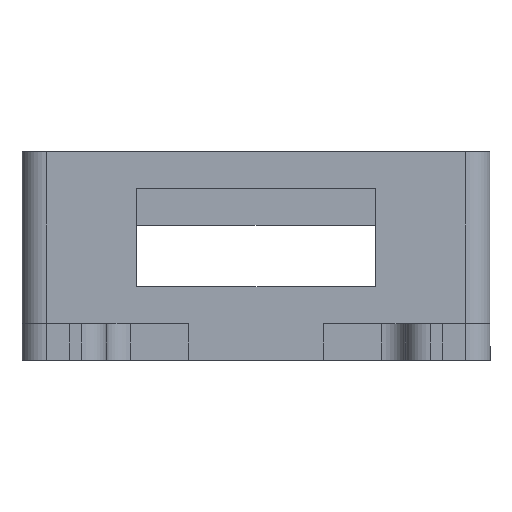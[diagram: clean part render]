
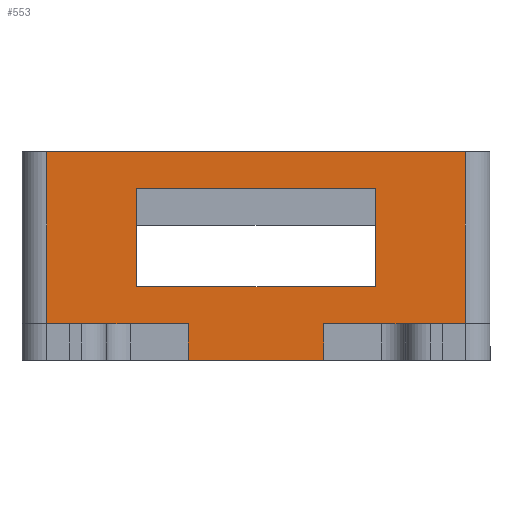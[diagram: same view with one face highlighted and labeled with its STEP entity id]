
A CAD part, front view. The second image highlights one B-rep face of the part: STEP entity #553.
In plain terms, the highlighted face is planar.
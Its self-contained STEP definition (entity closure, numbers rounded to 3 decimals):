
#6 = ORIENTED_EDGE ( 'NONE', *, *, #621, .T. ) ;
#60 = VERTEX_POINT ( 'NONE', #2037 ) ;
#68 = CARTESIAN_POINT ( 'NONE',  ( -5.5, 25.5, 5.5 ) ) ;
#72 = DIRECTION ( 'NONE',  ( 0., 0., 1. ) ) ;
#128 = VERTEX_POINT ( 'NONE', #361 ) ;
#131 = CARTESIAN_POINT ( 'NONE',  ( -9.7, 25.5, 2.5 ) ) ;
#132 = CARTESIAN_POINT ( 'NONE',  ( -9.7, 25.5, -5.5 ) ) ;
#139 = LINE ( 'NONE', #725, #2505 ) ;
#207 = LINE ( 'NONE', #1842, #2183 ) ;
#227 = CARTESIAN_POINT ( 'NONE',  ( 5.5, 25.5, 8.5 ) ) ;
#256 = VERTEX_POINT ( 'NONE', #1611 ) ;
#308 = VECTOR ( 'NONE', #1102, 1000. ) ;
#310 = CARTESIAN_POINT ( 'NONE',  ( -15.2, 25.5, 5.5 ) ) ;
#312 = ORIENTED_EDGE ( 'NONE', *, *, #1681, .F. ) ;
#361 = CARTESIAN_POINT ( 'NONE',  ( -9.7, 25.5, 2.5 ) ) ;
#395 = LINE ( 'NONE', #1677, #2348 ) ;
#436 = CARTESIAN_POINT ( 'NONE',  ( 5.5, 25.5, 5.5 ) ) ;
#496 = ORIENTED_EDGE ( 'NONE', *, *, #1000, .F. ) ;
#504 = EDGE_LOOP ( 'NONE', ( #496, #612, #312, #838 ) ) ;
#520 = EDGE_CURVE ( 'NONE', #938, #256, #395, .T. ) ;
#553 = ADVANCED_FACE ( 'NONE', ( #1817, #930 ), #1740, .F. ) ;
#612 = ORIENTED_EDGE ( 'NONE', *, *, #920, .F. ) ;
#621 = EDGE_CURVE ( 'NONE', #2087, #636, #207, .T. ) ;
#625 = DIRECTION ( 'NONE',  ( 0., 0., -1. ) ) ;
#636 = VERTEX_POINT ( 'NONE', #1707 ) ;
#643 = CARTESIAN_POINT ( 'NONE',  ( 9.7, 25.5, 2.5 ) ) ;
#666 = LINE ( 'NONE', #2030, #1202 ) ;
#678 = VECTOR ( 'NONE', #1974, 1000. ) ;
#712 = DIRECTION ( 'NONE',  ( -1., 0., 0. ) ) ;
#725 = CARTESIAN_POINT ( 'NONE',  ( -15.2, 25.5, -8.5 ) ) ;
#756 = ORIENTED_EDGE ( 'NONE', *, *, #1423, .F. ) ;
#777 = ORIENTED_EDGE ( 'NONE', *, *, #520, .T. ) ;
#787 = LINE ( 'NONE', #892, #308 ) ;
#838 = ORIENTED_EDGE ( 'NONE', *, *, #1335, .F. ) ;
#853 = VECTOR ( 'NONE', #625, 1000. ) ;
#856 = VECTOR ( 'NONE', #2117, 1000. ) ;
#862 = ORIENTED_EDGE ( 'NONE', *, *, #1112, .F. ) ;
#870 = EDGE_LOOP ( 'NONE', ( #862, #777, #899, #1368, #1411, #756, #1775, #6 ) ) ;
#892 = CARTESIAN_POINT ( 'NONE',  ( -15.2, 25.5, 5.5 ) ) ;
#899 = ORIENTED_EDGE ( 'NONE', *, *, #1814, .F. ) ;
#920 = EDGE_CURVE ( 'NONE', #1745, #128, #1580, .T. ) ;
#923 = DIRECTION ( 'NONE',  ( 1., 0., 0. ) ) ;
#930 = FACE_OUTER_BOUND ( 'NONE', #870, .T. ) ;
#938 = VERTEX_POINT ( 'NONE', #1104 ) ;
#948 = DIRECTION ( 'NONE',  ( 0., 0., 1. ) ) ;
#980 = VECTOR ( 'NONE', #1932, 1000. ) ;
#1000 = EDGE_CURVE ( 'NONE', #128, #1424, #1874, .T. ) ;
#1102 = DIRECTION ( 'NONE',  ( -1., 0., 0. ) ) ;
#1104 = CARTESIAN_POINT ( 'NONE',  ( -17.05, 25.5, -8.5 ) ) ;
#1112 = EDGE_CURVE ( 'NONE', #938, #636, #139, .T. ) ;
#1140 = DIRECTION ( 'NONE',  ( 0., 0., -1. ) ) ;
#1146 = EDGE_CURVE ( 'NONE', #2102, #2382, #1493, .T. ) ;
#1202 = VECTOR ( 'NONE', #712, 1000. ) ;
#1207 = DIRECTION ( 'NONE',  ( -1., 0., 0. ) ) ;
#1211 = AXIS2_PLACEMENT_3D ( 'NONE', #310, #1274, #1346 ) ;
#1213 = LINE ( 'NONE', #1245, #678 ) ;
#1245 = CARTESIAN_POINT ( 'NONE',  ( 5.5, 25.5, -45.179 ) ) ;
#1274 = DIRECTION ( 'NONE',  ( 0., -1., 0. ) ) ;
#1335 = EDGE_CURVE ( 'NONE', #1424, #60, #1871, .T. ) ;
#1346 = DIRECTION ( 'NONE',  ( 1., 0., 0. ) ) ;
#1368 = ORIENTED_EDGE ( 'NONE', *, *, #1146, .T. ) ;
#1371 = VERTEX_POINT ( 'NONE', #436 ) ;
#1390 = CARTESIAN_POINT ( 'NONE',  ( -5.5, 25.5, 8.5 ) ) ;
#1411 = ORIENTED_EDGE ( 'NONE', *, *, #2498, .F. ) ;
#1421 = LINE ( 'NONE', #2286, #2364 ) ;
#1423 = EDGE_CURVE ( 'NONE', #1371, #1968, #1213, .T. ) ;
#1424 = VERTEX_POINT ( 'NONE', #643 ) ;
#1484 = CARTESIAN_POINT ( 'NONE',  ( 17.05, 25.5, 5.5 ) ) ;
#1493 = LINE ( 'NONE', #2059, #1947 ) ;
#1569 = LINE ( 'NONE', #1390, #980 ) ;
#1580 = LINE ( 'NONE', #131, #2478 ) ;
#1600 = CARTESIAN_POINT ( 'NONE',  ( 9.7, 25.5, 2.5 ) ) ;
#1611 = CARTESIAN_POINT ( 'NONE',  ( -17.05, 25.5, 5.5 ) ) ;
#1624 = EDGE_CURVE ( 'NONE', #2087, #1371, #787, .T. ) ;
#1677 = CARTESIAN_POINT ( 'NONE',  ( -17.05, 25.5, 5.5 ) ) ;
#1681 = EDGE_CURVE ( 'NONE', #60, #1745, #666, .T. ) ;
#1707 = CARTESIAN_POINT ( 'NONE',  ( 17.05, 25.5, -8.5 ) ) ;
#1723 = CARTESIAN_POINT ( 'NONE',  ( -5.5, 25.5, 8.5 ) ) ;
#1740 = PLANE ( 'NONE',  #1211 ) ;
#1745 = VERTEX_POINT ( 'NONE', #132 ) ;
#1770 = DIRECTION ( 'NONE',  ( 0., 0., 1. ) ) ;
#1775 = ORIENTED_EDGE ( 'NONE', *, *, #1624, .F. ) ;
#1814 = EDGE_CURVE ( 'NONE', #2102, #256, #1421, .T. ) ;
#1817 = FACE_BOUND ( 'NONE', #504, .T. ) ;
#1842 = CARTESIAN_POINT ( 'NONE',  ( 17.05, 25.5, 5.5 ) ) ;
#1871 = LINE ( 'NONE', #1600, #853 ) ;
#1874 = LINE ( 'NONE', #2225, #856 ) ;
#1932 = DIRECTION ( 'NONE',  ( -1., 0., 0. ) ) ;
#1947 = VECTOR ( 'NONE', #948, 1000. ) ;
#1968 = VERTEX_POINT ( 'NONE', #227 ) ;
#1974 = DIRECTION ( 'NONE',  ( 0., 0., 1. ) ) ;
#2030 = CARTESIAN_POINT ( 'NONE',  ( 9.7, 25.5, -5.5 ) ) ;
#2037 = CARTESIAN_POINT ( 'NONE',  ( 9.7, 25.5, -5.5 ) ) ;
#2059 = CARTESIAN_POINT ( 'NONE',  ( -5.5, 25.5, -45.179 ) ) ;
#2087 = VERTEX_POINT ( 'NONE', #1484 ) ;
#2102 = VERTEX_POINT ( 'NONE', #68 ) ;
#2117 = DIRECTION ( 'NONE',  ( 1., 0., 0. ) ) ;
#2183 = VECTOR ( 'NONE', #1140, 1000. ) ;
#2225 = CARTESIAN_POINT ( 'NONE',  ( 9.7, 25.5, 2.5 ) ) ;
#2286 = CARTESIAN_POINT ( 'NONE',  ( -15.2, 25.5, 5.5 ) ) ;
#2348 = VECTOR ( 'NONE', #1770, 1000. ) ;
#2364 = VECTOR ( 'NONE', #1207, 1000. ) ;
#2382 = VERTEX_POINT ( 'NONE', #1723 ) ;
#2478 = VECTOR ( 'NONE', #72, 1000. ) ;
#2498 = EDGE_CURVE ( 'NONE', #1968, #2382, #1569, .T. ) ;
#2505 = VECTOR ( 'NONE', #923, 1000. ) ;
